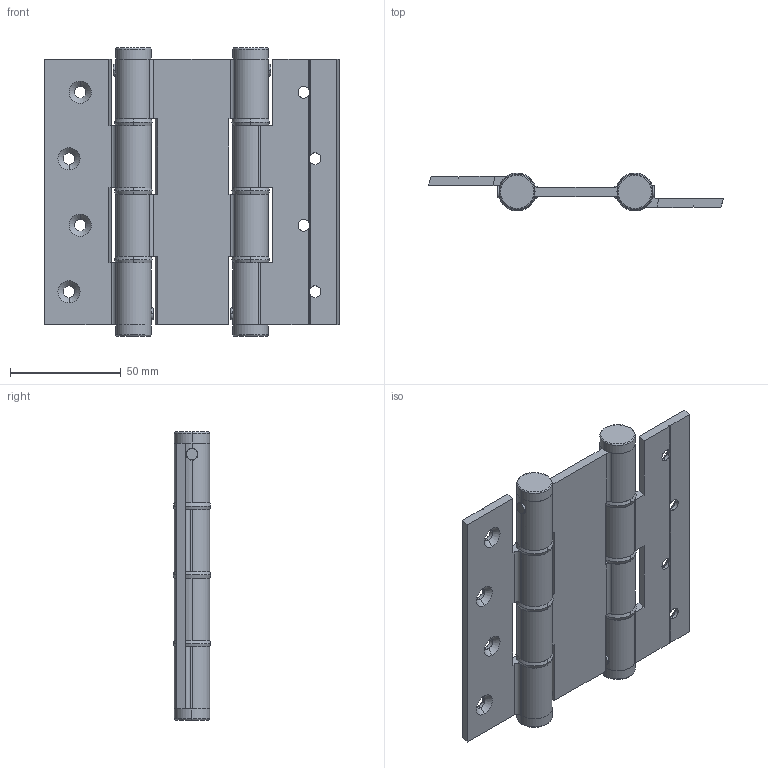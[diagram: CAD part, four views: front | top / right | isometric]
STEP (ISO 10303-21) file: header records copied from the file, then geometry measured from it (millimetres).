
FILE_DESCRIPTION (( 'STEP AP203' ), '1' );
FILE_NAME ('DA120-5414-01_1.step', '2018-12-17T01:16:39', ( '' ), ( '' ), 'SwSTEP 2.0', 'SolidWorks 2015', '' );
FILE_SCHEMA (( 'CONFIG_CONTROL_DESIGN' ));
Length unit declared in the file: millimetre
Products named in the file (7): SC170-12500_DA120-5414-01_六角穴付きキャップ; SC170-12501_DA120-5414-01_キャップ; DA120-5414-01_1; SC170-12496_DA120-5414-01_管; SC170-12497_DA120-5414-01_羽根; SC170-12498_DA120-5414-01_ワッシャー; SC170-12499_DA120-5414-01_ブッシュ
Assembly tree (17 placements, depth 2):
  DA120-5414-01_1
    SC170-12496_DA120-5414-01_管
    SC170-12497_DA120-5414-01_羽根  x2
    SC170-12498_DA120-5414-01_ワッシャー  x6
    SC170-12499_DA120-5414-01_ブッシュ  x2
    SC170-12500_DA120-5414-01_六角穴付きキャップ  x2
    SC170-12501_DA120-5414-01_キャップ  x4
Bounding box: 133 x 17 x 130 mm (x, y, z)
Volume: 97324.1 mm3; surface area: 59297.2 mm2
Topology: 17 solids, 17 shells, 268 faces, 667 edges, 428 vertices
Faces by surface type: cylinder 114, plane 98, cone 40, torus 16
Entity records: 5539 total; most frequent: CARTESIAN_POINT 1071, DIRECTION 774, ORIENTED_EDGE 696, EDGE_CURVE 348, AXIS2_PLACEMENT_3D 299, VERTEX_POINT 224, VECTOR 176, LINE 176
